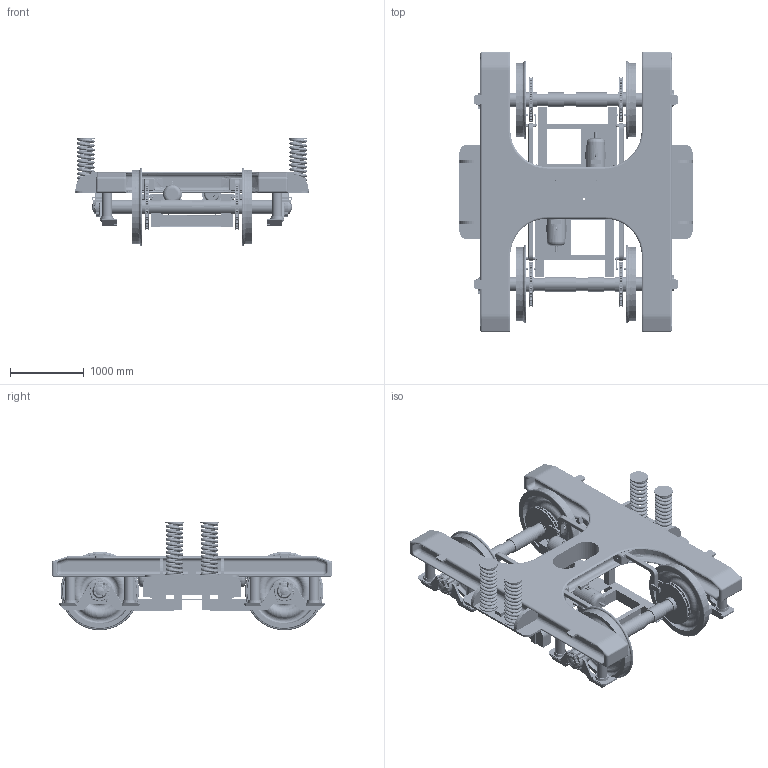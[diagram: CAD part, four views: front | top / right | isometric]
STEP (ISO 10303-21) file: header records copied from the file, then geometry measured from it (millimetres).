
FILE_DESCRIPTION (( 'STEP AP203' ), '1' );
FILE_NAME ('locomotive_bogie assembly_sldasm2.STEP', '2023-11-22T02:46:56', ( '' ), ( '' ), 'SwSTEP 2.0', 'SolidWorks 2022', '' );
FILE_SCHEMA (( 'CONFIG_CONTROL_DESIGN' ));
Products named in the file (1): locomotive_bogie assembly_sldasm2
Bounding box: 3160 x 3800 x 1469.8 mm (x, y, z)
Volume: 1469239427.7 mm3; surface area: 61560384.3 mm2
Topology: 40 solids, 42 shells, 4018 faces, 10438 edges, 6512 vertices
Faces by surface type: plane 1544, cylinder 1504, bspline 539, torus 254, cone 100, sphere 77
Entity records: 189017 total; most frequent: CARTESIAN_POINT 92025, ORIENTED_EDGE 20680, DIRECTION 19640, EDGE_CURVE 10340, AXIS2_PLACEMENT_3D 7292, VERTEX_POINT 6512, LINE 5056, VECTOR 5056
